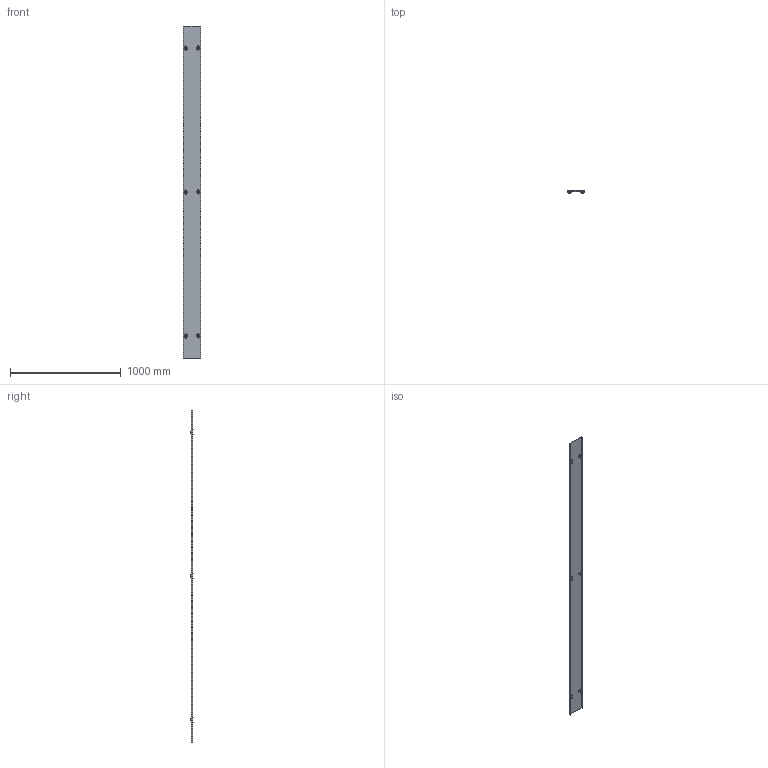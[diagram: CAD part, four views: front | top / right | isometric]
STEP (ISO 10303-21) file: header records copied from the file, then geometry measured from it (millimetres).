
FILE_DESCRIPTION (( 'STEP AP214' ), '1' );
FILE_NAME ('6052150.stp', '2020-06-29T12:43:21', ( '' ), ( '' ), 'SwSTEP 2.0', 'SolidWorks 2018', '' );
FILE_SCHEMA (( 'AUTOMOTIVE_DESIGN' ));
Length unit declared in the file: millimetre
Products named in the file (4): 099600_Standard; 116611_150x3000 s=1,0; 6052150; 109905_quadratisch
Assembly tree (13 placements, depth 2):
  6052150
    116611_150x3000 s=1,0
    109905_quadratisch  x6
    099600_Standard  x6
Bounding box: 154 x 21.36 x 3000 mm (x, y, z)
Volume: 550870.2 mm3; surface area: 1090324.4 mm2
Topology: 13 solids, 13 shells, 514 faces, 1338 edges, 856 vertices
Faces by surface type: bspline 216, plane 208, cone 66, cylinder 24
Entity records: 6986 total; most frequent: CARTESIAN_POINT 3324, ORIENTED_EDGE 542, DIRECTION 385, EDGE_CURVE 271, VERTEX_POINT 176, AXIS2_PLACEMENT_3D 131, VECTOR 123, LINE 123
